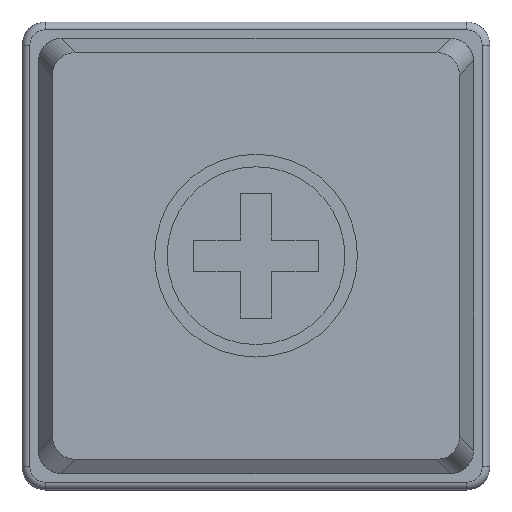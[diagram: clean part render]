
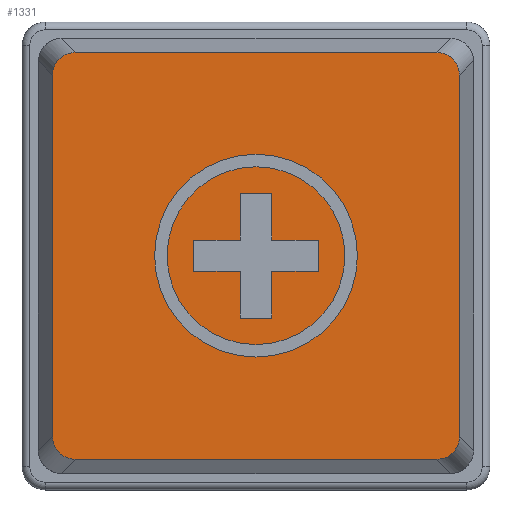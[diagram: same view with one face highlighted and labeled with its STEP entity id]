
A CAD part, top view. The second image highlights one B-rep face of the part: STEP entity #1331.
In plain terms, the highlighted planar face has unit normal (0, 0, 1).
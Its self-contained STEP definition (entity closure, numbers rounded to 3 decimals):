
#26=ELLIPSE('',#1487,0.802,0.75);
#28=ELLIPSE('',#1492,0.802,0.75);
#29=ELLIPSE('',#1493,0.802,0.75);
#30=ELLIPSE('',#1494,0.802,0.75);
#87=PLANE('',#1491);
#174=LINE('',#2199,#296);
#176=LINE('',#2205,#298);
#177=LINE('',#2209,#299);
#178=LINE('',#2213,#300);
#296=VECTOR('',#1801,10.);
#298=VECTOR('',#1807,10.);
#299=VECTOR('',#1810,10.);
#300=VECTOR('',#1813,10.);
#431=FACE_OUTER_BOUND('',#517,.T.);
#517=EDGE_LOOP('',(#1117,#1118,#1119,#1120,#1121,#1122,#1123,#1124));
#665=VERTEX_POINT('',#2186);
#666=VERTEX_POINT('',#2188);
#669=VERTEX_POINT('',#2198);
#671=VERTEX_POINT('',#2204);
#672=VERTEX_POINT('',#2206);
#673=VERTEX_POINT('',#2208);
#674=VERTEX_POINT('',#2210);
#675=VERTEX_POINT('',#2212);
#822=EDGE_CURVE('',#665,#666,#26,.T.);
#827=EDGE_CURVE('',#666,#669,#174,.T.);
#830=EDGE_CURVE('',#671,#665,#176,.T.);
#831=EDGE_CURVE('',#672,#671,#28,.T.);
#832=EDGE_CURVE('',#673,#672,#177,.T.);
#833=EDGE_CURVE('',#674,#673,#29,.T.);
#834=EDGE_CURVE('',#675,#674,#178,.T.);
#835=EDGE_CURVE('',#669,#675,#30,.T.);
#1117=ORIENTED_EDGE('',*,*,#822,.F.);
#1118=ORIENTED_EDGE('',*,*,#830,.F.);
#1119=ORIENTED_EDGE('',*,*,#831,.F.);
#1120=ORIENTED_EDGE('',*,*,#832,.F.);
#1121=ORIENTED_EDGE('',*,*,#833,.F.);
#1122=ORIENTED_EDGE('',*,*,#834,.F.);
#1123=ORIENTED_EDGE('',*,*,#835,.F.);
#1124=ORIENTED_EDGE('',*,*,#827,.F.);
#1331=ADVANCED_FACE('',(#431),#87,.T.);
#1487=AXIS2_PLACEMENT_3D('',#2189,#1791,#1792);
#1491=AXIS2_PLACEMENT_3D('',#2203,#1805,#1806);
#1492=AXIS2_PLACEMENT_3D('',#2207,#1808,#1809);
#1493=AXIS2_PLACEMENT_3D('',#2211,#1811,#1812);
#1494=AXIS2_PLACEMENT_3D('',#2214,#1814,#1815);
#1791=DIRECTION('center_axis',(0.,0.,-1.));
#1792=DIRECTION('ref_axis',(-0.707,0.707,0.));
#1801=DIRECTION('',(1.,0.,0.));
#1805=DIRECTION('center_axis',(0.,0.,1.));
#1806=DIRECTION('ref_axis',(1.,0.,0.));
#1807=DIRECTION('',(0.,1.,0.));
#1808=DIRECTION('center_axis',(0.,0.,-1.));
#1809=DIRECTION('ref_axis',(-0.707,-0.707,0.));
#1810=DIRECTION('',(-1.,0.,0.));
#1811=DIRECTION('center_axis',(0.,0.,-1.));
#1812=DIRECTION('ref_axis',(0.707,-0.707,0.));
#1813=DIRECTION('',(0.,-1.,0.));
#1814=DIRECTION('center_axis',(0.,0.,-1.));
#1815=DIRECTION('ref_axis',(0.707,0.707,0.));
#2186=CARTESIAN_POINT('',(-6.519,5.795,5.3));
#2188=CARTESIAN_POINT('',(-5.795,6.519,5.3));
#2189=CARTESIAN_POINT('Origin',(-5.743,5.743,5.3));
#2198=CARTESIAN_POINT('',(5.795,6.519,5.3));
#2199=CARTESIAN_POINT('',(-6.975,6.519,5.3));
#2203=CARTESIAN_POINT('Origin',(0.,0.,5.3));
#2204=CARTESIAN_POINT('',(-6.519,-5.795,5.3));
#2205=CARTESIAN_POINT('',(-6.519,-6.975,5.3));
#2206=CARTESIAN_POINT('',(-5.795,-6.519,5.3));
#2207=CARTESIAN_POINT('Origin',(-5.743,-5.743,5.3));
#2208=CARTESIAN_POINT('',(5.795,-6.519,5.3));
#2209=CARTESIAN_POINT('',(6.975,-6.519,5.3));
#2210=CARTESIAN_POINT('',(6.519,-5.795,5.3));
#2211=CARTESIAN_POINT('Origin',(5.743,-5.743,5.3));
#2212=CARTESIAN_POINT('',(6.519,5.795,5.3));
#2213=CARTESIAN_POINT('',(6.519,6.975,5.3));
#2214=CARTESIAN_POINT('Origin',(5.743,5.743,5.3));
